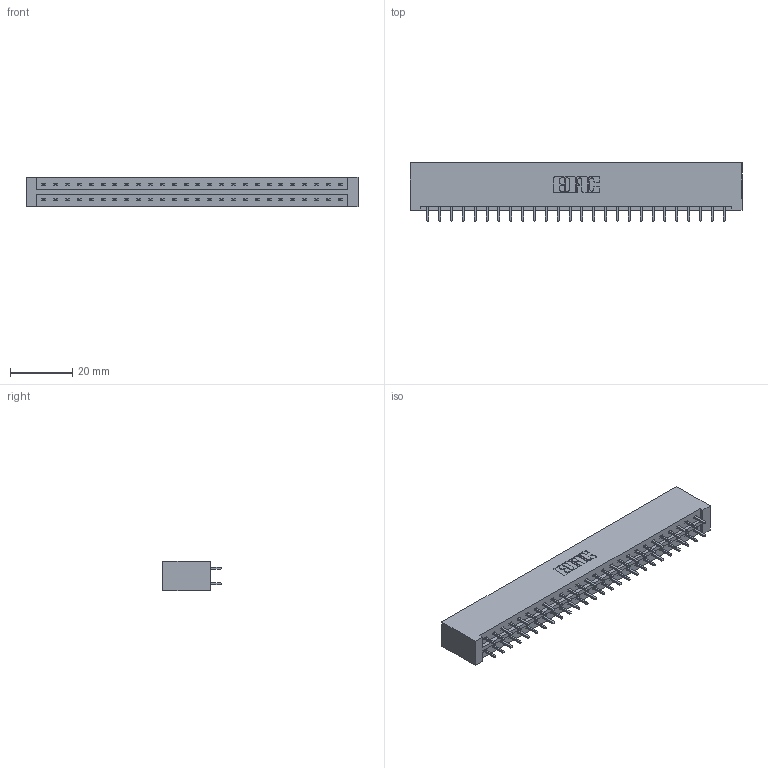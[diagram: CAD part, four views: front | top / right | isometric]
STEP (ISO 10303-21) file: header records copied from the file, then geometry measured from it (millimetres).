
FILE_DESCRIPTION (( 'STEP AP203' ), '1' );
FILE_NAME ('379-052-521-201.STEP', '2020-02-26T17:31:11', ( '' ), ( '' ), 'SwSTEP 2.0', 'SolidWorks 2016', '' );
FILE_SCHEMA (( 'CONFIG_CONTROL_DESIGN' ));
Length unit declared in the file: inch
Products named in the file (3): 345-292-001_345-293-121; 379-052-521-201; 379 Part_Lugless
Assembly tree (53 placements, depth 2):
  379-052-521-201
    379 Part_Lugless
    345-292-001_345-293-121  x52
Bounding box: 106.68 x 18.72 x 9.53 mm (x, y, z)
Volume: 11886.4 mm3; surface area: 13090.1 mm2
Topology: 53 solids, 53 shells, 2810 faces, 8347 edges, 5494 vertices
Faces by surface type: plane 1938, cylinder 872
Entity records: 18537 total; most frequent: CARTESIAN_POINT 3090, ORIENTED_EDGE 3026, DIRECTION 2661, EDGE_CURVE 1513, VECTOR 1393, LINE 1393, VERTEX_POINT 1006, AXIS2_PLACEMENT_3D 634
